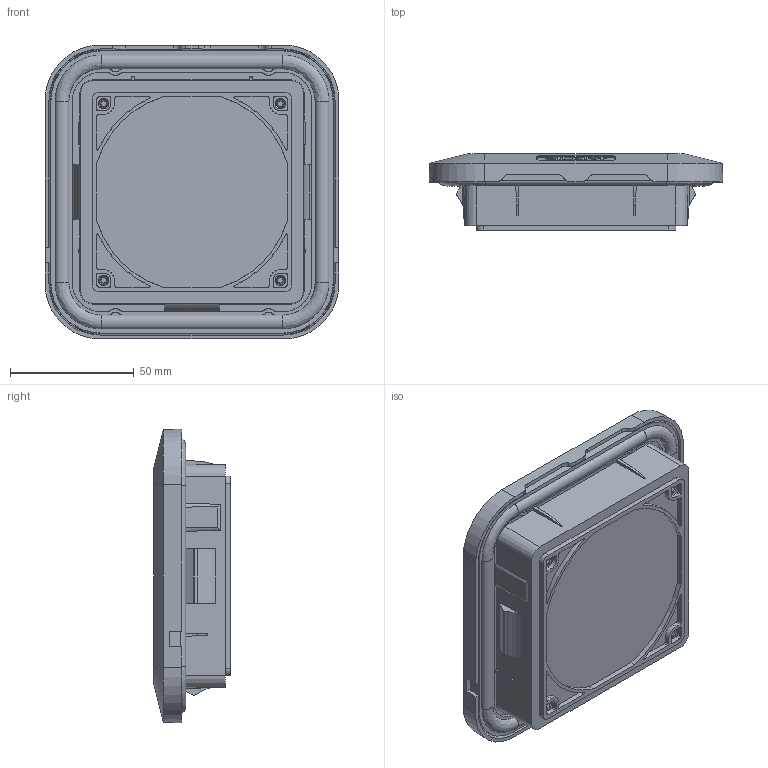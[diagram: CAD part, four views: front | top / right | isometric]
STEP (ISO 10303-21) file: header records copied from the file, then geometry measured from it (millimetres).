
FILE_DESCRIPTION(('STEP AP214'), '1');
FILE_NAME('Äëÿ ïðîåêòèðîâùèêîâ 10', '', ('UNSPECIFIED'), ('UNSPECIFIED'), 'C3D Converter', 'C3D Toolkit', '');
FILE_SCHEMA(('AUTOMOTIVE_DESIGN { 1 0 10303 214 3 1 1}'));
Length unit declared in the file: millimetre
Products named in the file (5): 2022-06-02(ver3)_GSV-100_СБ; 2021-10-29_КОРПУС_(ver_nalchik ).0004; 2022-05-17_GSV-100_СБ_Садагет; Решетка_100
Assembly tree (4 placements, depth 3):
  (unnamed)
    2022-06-02(ver3)_GSV-100_СБ
      2021-10-29_КОРПУС_(ver_nalchik ).0004
    2022-05-17_GSV-100_СБ_Садагет
      Решетка_100
Bounding box: 119 x 31 x 119 mm (x, y, z)
Volume: 271699.6 mm3; surface area: 56232.1 mm2
Topology: 2 solids, 2 shells, 507 faces, 1382 edges, 909 vertices
Faces by surface type: plane 315, cone 86, cylinder 46, bspline 36, extrusion 16, torus 4, revolution 4
Entity records: 22860 total; most frequent: CARTESIAN_POINT 6318, ORIENTED_EDGE 2740, DIRECTION 2225, EDGE_CURVE 1370, VECTOR 955, LINE 939, VERTEX_POINT 909, AXIS2_PLACEMENT_3D 633
